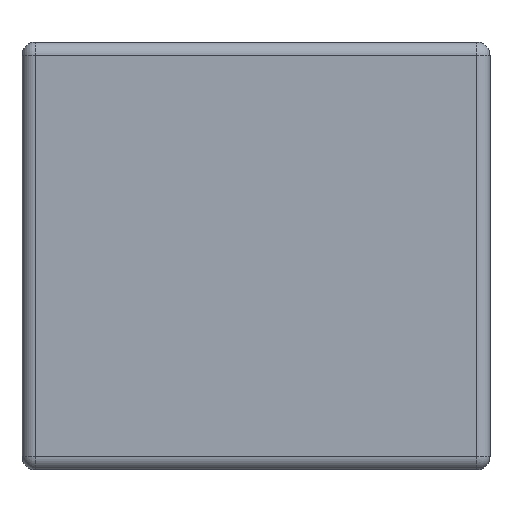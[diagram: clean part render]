
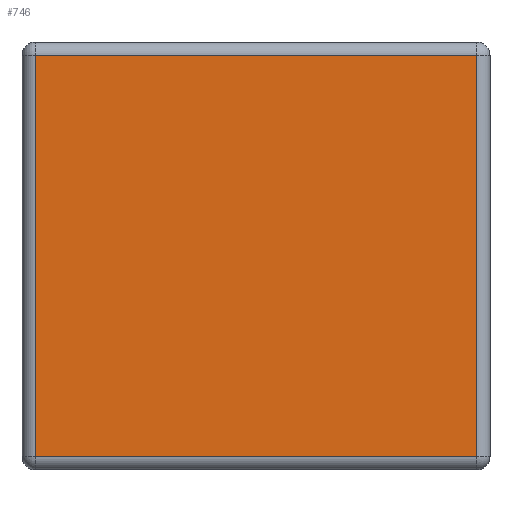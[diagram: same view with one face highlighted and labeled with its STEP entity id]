
A CAD part, left-side view. The second image highlights one B-rep face of the part: STEP entity #746.
In plain terms, the highlighted planar face has unit normal (-1, 0, 0).
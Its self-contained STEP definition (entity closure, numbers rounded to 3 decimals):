
#14 = DIRECTION ( 'NONE',  ( 0., 0., 1. ) ) ;
#15 = VECTOR ( 'NONE', #14, 1000. ) ;
#16 = CARTESIAN_POINT ( 'NONE',  ( -1.6, 0.05, 0.8 ) ) ;
#17 = LINE ( 'NONE', #16, #15 ) ;
#19 = CARTESIAN_POINT ( 'NONE',  ( -1.6, 0.05, -0.75 ) ) ;
#20 = DIRECTION ( 'NONE',  ( 0., -1., 0. ) ) ;
#21 = VECTOR ( 'NONE', #20, 1000. ) ;
#22 = CARTESIAN_POINT ( 'NONE',  ( -1.6, 1.75, -0.75 ) ) ;
#23 = LINE ( 'NONE', #22, #21 ) ;
#74 = FACE_OUTER_BOUND ( 'NONE', #747, .T. ) ;
#99 = CARTESIAN_POINT ( 'NONE',  ( -1.6, 1.7, -0.75 ) ) ;
#100 = DIRECTION ( 'NONE',  ( 0., 0., -1. ) ) ;
#101 = VECTOR ( 'NONE', #100, 1000. ) ;
#102 = CARTESIAN_POINT ( 'NONE',  ( -1.6, 1.7, 0.8 ) ) ;
#103 = LINE ( 'NONE', #102, #101 ) ;
#104 = CARTESIAN_POINT ( 'NONE',  ( -1.6, 1.7, 0.75 ) ) ;
#105 = CARTESIAN_POINT ( 'NONE',  ( -1.6, 0.05, 0.75 ) ) ;
#106 = DIRECTION ( 'NONE',  ( 0., 1., 0. ) ) ;
#107 = VECTOR ( 'NONE', #106, 1000. ) ;
#108 = CARTESIAN_POINT ( 'NONE',  ( -1.6, 1.75, 0.75 ) ) ;
#109 = LINE ( 'NONE', #108, #107 ) ;
#110 = DIRECTION ( 'NONE',  ( 0., 0., -1. ) ) ;
#111 = DIRECTION ( 'NONE',  ( 1., 0., 0. ) ) ;
#112 = CARTESIAN_POINT ( 'NONE',  ( -1.6, 1.75, 0.8 ) ) ;
#113 = AXIS2_PLACEMENT_3D ( 'NONE', #112, #111, #110 ) ;
#114 = PLANE ( 'NONE',  #113 ) ;
#728 = ORIENTED_EDGE ( 'NONE', *, *, #729, .T. ) ;
#729 = EDGE_CURVE ( 'NONE', #754, #730, #23, .T. ) ;
#730 = VERTEX_POINT ( 'NONE', #19 ) ;
#731 = ORIENTED_EDGE ( 'NONE', *, *, #732, .T. ) ;
#732 = EDGE_CURVE ( 'NONE', #730, #750, #17, .T. ) ;
#746 = ADVANCED_FACE ( 'NONE', ( #74 ), #114, .F. ) ;
#747 = EDGE_LOOP ( 'NONE', ( #748, #752, #728, #731 ) ) ;
#748 = ORIENTED_EDGE ( 'NONE', *, *, #749, .T. ) ;
#749 = EDGE_CURVE ( 'NONE', #750, #751, #109, .T. ) ;
#750 = VERTEX_POINT ( 'NONE', #105 ) ;
#751 = VERTEX_POINT ( 'NONE', #104 ) ;
#752 = ORIENTED_EDGE ( 'NONE', *, *, #753, .T. ) ;
#753 = EDGE_CURVE ( 'NONE', #751, #754, #103, .T. ) ;
#754 = VERTEX_POINT ( 'NONE', #99 ) ;
